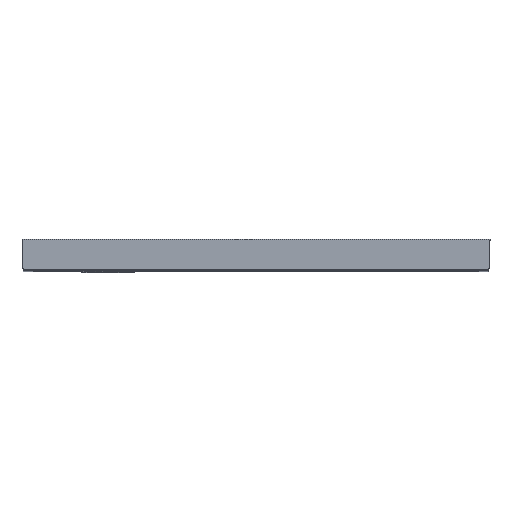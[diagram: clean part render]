
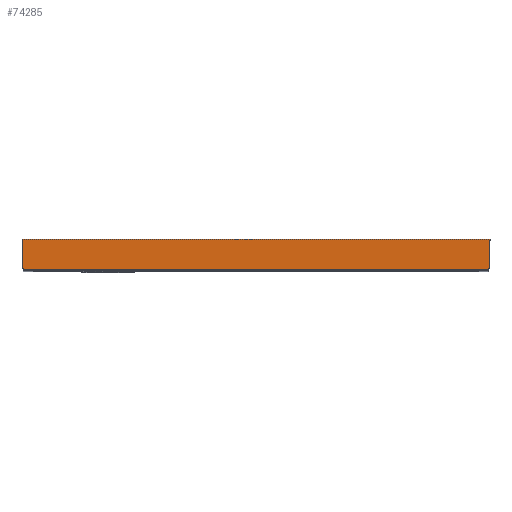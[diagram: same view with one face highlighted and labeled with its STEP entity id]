
A CAD part, top view. The second image highlights one B-rep face of the part: STEP entity #74285.
In plain terms, the highlighted planar face has unit normal (0, -0.035, 0.999).
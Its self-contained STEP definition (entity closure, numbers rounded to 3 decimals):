
#7083 = LINE ( 'NONE', #40601, #107491 ) ;
#7645 = DIRECTION ( 'NONE',  ( 1., 0., 0. ) ) ;
#7983 = CARTESIAN_POINT ( 'NONE',  ( 899.97, 59.129, 599.97 ) ) ;
#13838 = CARTESIAN_POINT ( 'NONE',  ( 0.03, 59.129, 599.97 ) ) ;
#17523 = EDGE_CURVE ( 'NONE', #75972, #38267, #7083, .T. ) ;
#22440 = DIRECTION ( 'NONE',  ( 0., -0.035, 0.999 ) ) ;
#24562 = DIRECTION ( 'NONE',  ( -1., 0., 0. ) ) ;
#25793 = VERTEX_POINT ( 'NONE', #32779 ) ;
#29220 = DIRECTION ( 'NONE',  ( 0.035, -0.999, -0.035 ) ) ;
#30120 = CARTESIAN_POINT ( 'NONE',  ( 900., 60., 600. ) ) ;
#32779 = CARTESIAN_POINT ( 'NONE',  ( 0., 60., 600. ) ) ;
#34497 = VECTOR ( 'NONE', #29220, 1000. ) ;
#35519 = AXIS2_PLACEMENT_3D ( 'NONE', #30120, #22440, #77620 ) ;
#37057 = VECTOR ( 'NONE', #58557, 1000. ) ;
#37536 = CARTESIAN_POINT ( 'NONE',  ( 2.028, 1.93, 597.972 ) ) ;
#38267 = VERTEX_POINT ( 'NONE', #86568 ) ;
#40601 = CARTESIAN_POINT ( 'NONE',  ( 900., 1.93, 597.972 ) ) ;
#40898 = EDGE_LOOP ( 'NONE', ( #48359, #104630, #54130, #72852 ) ) ;
#47068 = EDGE_CURVE ( 'NONE', #81302, #25793, #92764, .T. ) ;
#48359 = ORIENTED_EDGE ( 'NONE', *, *, #95941, .T. ) ;
#54130 = ORIENTED_EDGE ( 'NONE', *, *, #106844, .T. ) ;
#54344 = PLANE ( 'NONE',  #35519 ) ;
#55348 = VECTOR ( 'NONE', #24562, 1000. ) ;
#58557 = DIRECTION ( 'NONE',  ( 0.035, 0.999, 0.035 ) ) ;
#64241 = FACE_OUTER_BOUND ( 'NONE', #40898, .T. ) ;
#72852 = ORIENTED_EDGE ( 'NONE', *, *, #47068, .T. ) ;
#74285 = ADVANCED_FACE ( 'NONE', ( #64241 ), #54344, .T. ) ;
#75972 = VERTEX_POINT ( 'NONE', #37536 ) ;
#77620 = DIRECTION ( 'NONE',  ( 0., -0.999, -0.035 ) ) ;
#81302 = VERTEX_POINT ( 'NONE', #89742 ) ;
#86568 = CARTESIAN_POINT ( 'NONE',  ( 897.972, 1.93, 597.972 ) ) ;
#89742 = CARTESIAN_POINT ( 'NONE',  ( 900., 60., 600. ) ) ;
#90635 = CARTESIAN_POINT ( 'NONE',  ( 900., 60., 600. ) ) ;
#92764 = LINE ( 'NONE', #90635, #55348 ) ;
#95941 = EDGE_CURVE ( 'NONE', #25793, #75972, #104640, .T. ) ;
#100383 = LINE ( 'NONE', #7983, #37057 ) ;
#104630 = ORIENTED_EDGE ( 'NONE', *, *, #17523, .T. ) ;
#104640 = LINE ( 'NONE', #13838, #34497 ) ;
#106844 = EDGE_CURVE ( 'NONE', #38267, #81302, #100383, .T. ) ;
#107491 = VECTOR ( 'NONE', #7645, 1000. ) ;
